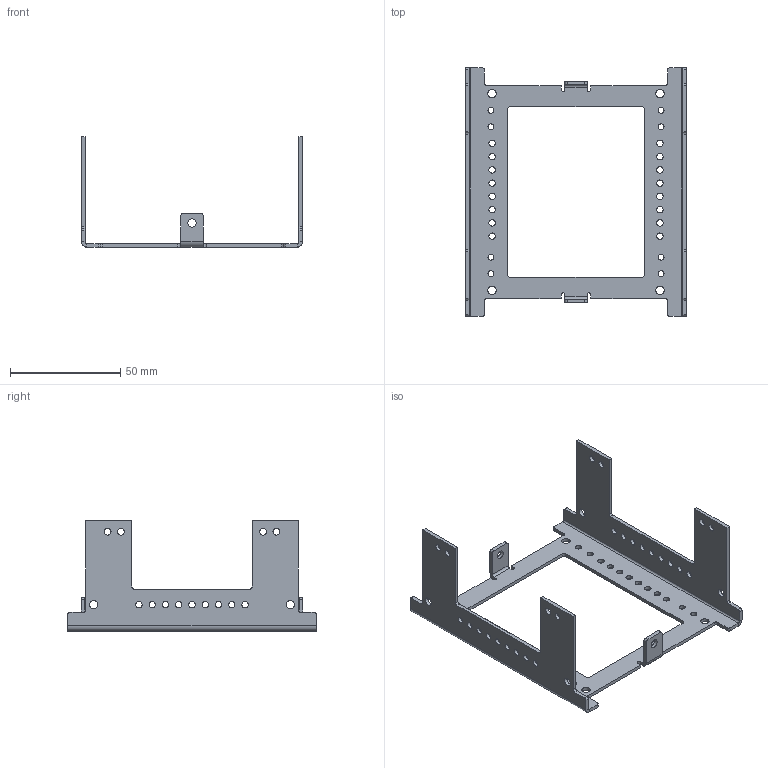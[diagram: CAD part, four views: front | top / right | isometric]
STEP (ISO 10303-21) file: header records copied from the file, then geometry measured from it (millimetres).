
FILE_DESCRIPTION(/* description */ ('STEP AP242','CAx-IF Rec.Pracs.---Representation and Presentation of Product Manufacturing Information (PMI)---4.0---2014-10-13','CAx-IF Rec.Pracs.---3D Tessellated Geometry---0.4---2014-09-14','2;1'),/* implementation_level */ '2;1');
FILE_NAME(/* name */ '6490aa694e565f2831276d6c',/* time_stamp */ '2023-06-19T19:20:10Z',/* author */ (''),/* organization */ (''),/* preprocessor_version */ 'ST-DEVELOPER v19.4',/* originating_system */ ' ',/* authorisation */ ' ');
FILE_SCHEMA (('AP242_MANAGED_MODEL_BASED_3D_ENGINEERING_MIM_LF { 1 0 10303 442 1 1 4 }'));
Length unit declared in the file: metre
Products named in the file (1): Part 1
Bounding box: 100 x 112.5 x 50 mm (x, y, z)
Volume: 17608.3 mm3; surface area: 24713.5 mm2
Topology: 1 solids, 1 shells, 170 faces, 472 edges, 304 vertices
Faces by surface type: cylinder 100, plane 70
Full cylindrical faces by diameter (mm): 2.692 x8, 2.896 x34, 3.099 x8, 3.8 x2, 3.81 x8
Entity records: 5446 total; most frequent: DIRECTION 954, CARTESIAN_POINT 887, ORIENTED_EDGE 824, EDGE_CURVE 412, AXIS2_PLACEMENT_3D 371, EDGE_LOOP 352, FACE_BOUND 352, VERTEX_POINT 304
